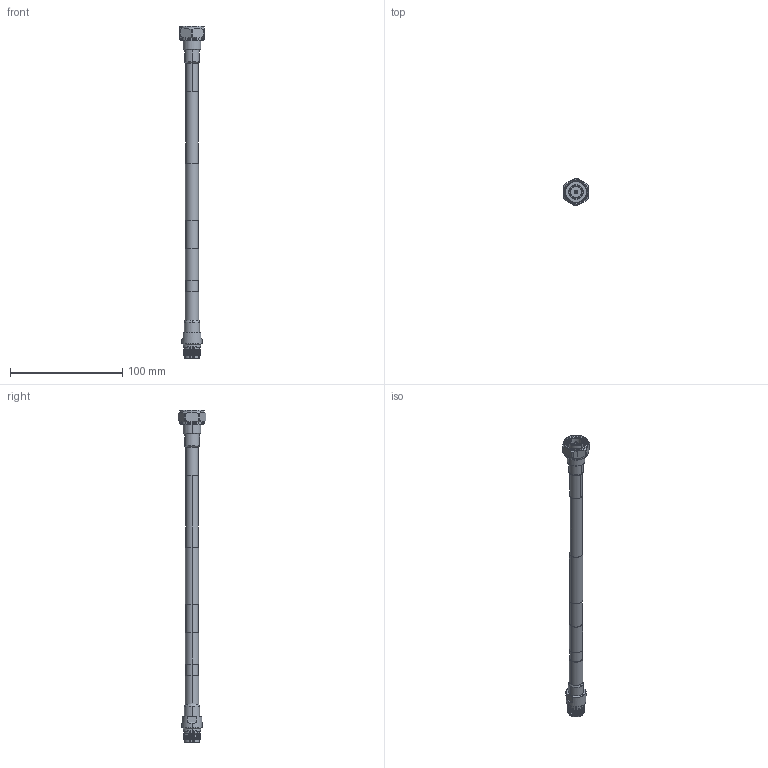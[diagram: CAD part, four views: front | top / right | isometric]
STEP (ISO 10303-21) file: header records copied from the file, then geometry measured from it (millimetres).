
FILE_DESCRIPTION (( 'STEP AP214' ), '1' );
FILE_NAME ('LCCA31006.step', '2022-10-04T19:12:19', ( '' ), ( '' ), 'SwSTEP 2.0', 'SolidWorks 2021', '' );
FILE_SCHEMA (( 'AUTOMOTIVE_DESIGN' ));
Length unit declared in the file: inch
Products named in the file (4): TC-375-NF-LP^LCCA31006_Heat Shrink SPO-375 SPF-375; LCCA31006; SPF-375^LCCA31006_SPO-375 ﾝ SPF-375 ; TC-375-4310M-LP^LCCA31006_Heat Shrink
Assembly tree (3 placements, depth 2):
  LCCA31006
    SPF-375^LCCA31006_SPO-375 ﾝ SPF-375 
    TC-375-4310M-LP^LCCA31006_Heat Shrink
    TC-375-NF-LP^LCCA31006_Heat Shrink SPO-375 SPF-375
Bounding box: 22 x 24.61 x 295.57 mm (x, y, z)
Volume: 35011 mm3; surface area: 15659.7 mm2
Topology: 3 solids, 4 shells, 209 faces, 506 edges, 323 vertices
Faces by surface type: cylinder 97, plane 51, cone 51, bspline 10
Entity records: 10128 total; most frequent: CARTESIAN_POINT 5271, ORIENTED_EDGE 1008, DIRECTION 958, EDGE_CURVE 504, AXIS2_PLACEMENT_3D 395, VERTEX_POINT 323, EDGE_LOOP 229, FACE_OUTER_BOUND 209
